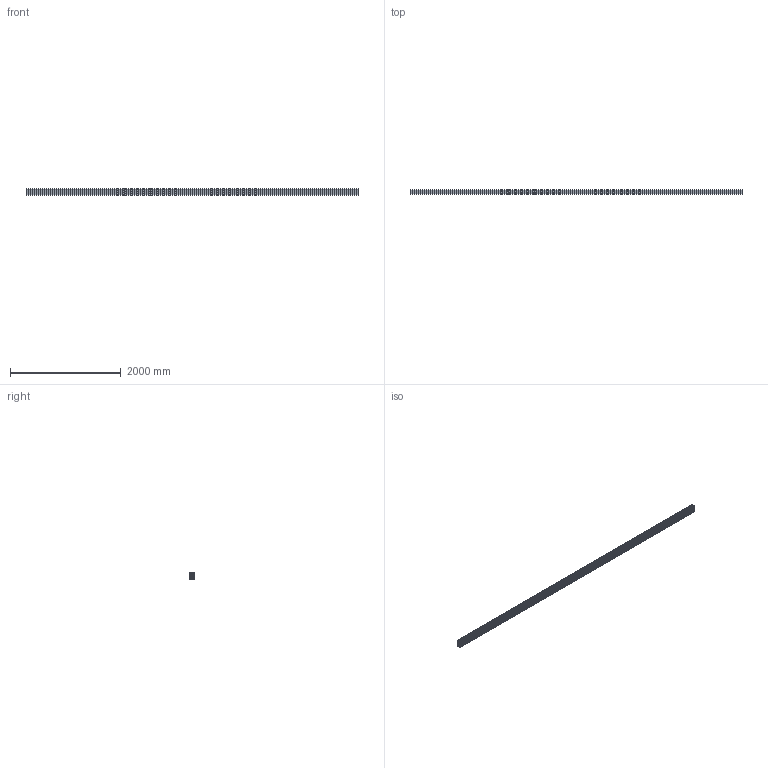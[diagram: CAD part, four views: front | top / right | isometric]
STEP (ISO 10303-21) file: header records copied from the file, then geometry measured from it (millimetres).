
FILE_DESCRIPTION (( 'STEP AP214' ), '1' );
FILE_NAME ('202095 Profil 80x120L.STEP', '2019-02-06T12:32:48', ( '' ), ( '' ), 'SwSTEP 2.0', 'SolidWorks 2017', '' );
FILE_SCHEMA (( 'AUTOMOTIVE_DESIGN' ));
Length unit declared in the file: millimetre
Products named in the file (1): 202095 Profil 80x120L
Bounding box: 6000 x 80 x 120 mm (x, y, z)
Volume: 18241076.6 mm3; surface area: 9625754.7 mm2
Topology: 1 solids, 1 shells, 419 faces, 1251 edges, 834 vertices
Faces by surface type: cylinder 221, plane 198
Entity records: 14317 total; most frequent: DIRECTION 2533, CARTESIAN_POINT 2505, ORIENTED_EDGE 2502, EDGE_CURVE 1251, AXIS2_PLACEMENT_3D 862, VERTEX_POINT 834, VECTOR 809, LINE 809
